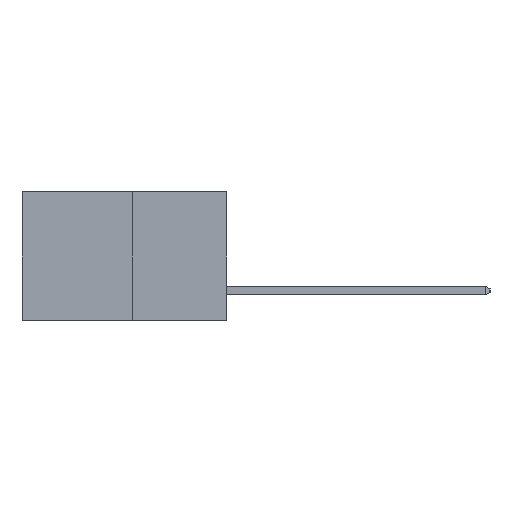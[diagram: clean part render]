
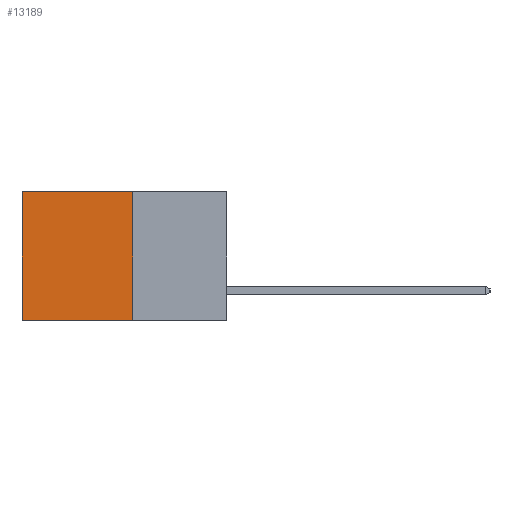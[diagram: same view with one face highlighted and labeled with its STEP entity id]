
A CAD part, left-side view. The second image highlights one B-rep face of the part: STEP entity #13189.
In plain terms, the highlighted planar face has unit normal (-1, 0, 0).
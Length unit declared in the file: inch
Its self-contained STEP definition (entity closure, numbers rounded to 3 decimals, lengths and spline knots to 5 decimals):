
#433 = VECTOR ( 'NONE', #7435, 39.37008 ) ;
#450 = DIRECTION ( 'NONE',  ( 0., 1., 0. ) ) ;
#532 = DIRECTION ( 'NONE',  ( 0., 0., -1. ) ) ;
#731 = CARTESIAN_POINT ( 'NONE',  ( 0.277, 0.27, 0. ) ) ;
#1663 = EDGE_CURVE ( 'NONE', #1830, #6556, #2159, .T. ) ;
#1830 = VERTEX_POINT ( 'NONE', #8145 ) ;
#2159 = LINE ( 'NONE', #731, #5002 ) ;
#2538 = CARTESIAN_POINT ( 'NONE',  ( 0.277, 0.27, -0.37 ) ) ;
#2704 = EDGE_LOOP ( 'NONE', ( #13484, #7053, #8286, #3859 ) ) ;
#3108 = LINE ( 'NONE', #5804, #15174 ) ;
#3774 = DIRECTION ( 'NONE',  ( 1., 0., 0. ) ) ;
#3811 = CARTESIAN_POINT ( 'NONE',  ( 0.277, 0.27, -0.37 ) ) ;
#3859 = ORIENTED_EDGE ( 'NONE', *, *, #1663, .T. ) ;
#4586 = FACE_OUTER_BOUND ( 'NONE', #2704, .T. ) ;
#5002 = VECTOR ( 'NONE', #450, 39.37008 ) ;
#5111 = VERTEX_POINT ( 'NONE', #6471 ) ;
#5758 = DIRECTION ( 'NONE',  ( 0., 0., -1. ) ) ;
#5781 = LINE ( 'NONE', #7689, #14702 ) ;
#5804 = CARTESIAN_POINT ( 'NONE',  ( 0.277, 0.27, -0.37 ) ) ;
#6471 = CARTESIAN_POINT ( 'NONE',  ( 0.277, 0.59, -0.37 ) ) ;
#6556 = VERTEX_POINT ( 'NONE', #9667 ) ;
#7053 = ORIENTED_EDGE ( 'NONE', *, *, #13948, .F. ) ;
#7113 = EDGE_CURVE ( 'NONE', #1830, #10227, #3108, .T. ) ;
#7435 = DIRECTION ( 'NONE',  ( 0., 1., 0. ) ) ;
#7689 = CARTESIAN_POINT ( 'NONE',  ( 0.277, 0.59, -0.37 ) ) ;
#8145 = CARTESIAN_POINT ( 'NONE',  ( 0.277, 0.27, 0. ) ) ;
#8286 = ORIENTED_EDGE ( 'NONE', *, *, #7113, .F. ) ;
#9167 = AXIS2_PLACEMENT_3D ( 'NONE', #2538, #3774, #12018 ) ;
#9470 = CARTESIAN_POINT ( 'NONE',  ( 0.277, 0.27, -0.37 ) ) ;
#9576 = LINE ( 'NONE', #3811, #433 ) ;
#9667 = CARTESIAN_POINT ( 'NONE',  ( 0.277, 0.59, 0. ) ) ;
#10227 = VERTEX_POINT ( 'NONE', #9470 ) ;
#10543 = EDGE_CURVE ( 'NONE', #6556, #5111, #5781, .T. ) ;
#10844 = PLANE ( 'NONE',  #9167 ) ;
#12018 = DIRECTION ( 'NONE',  ( 0., 0., -1. ) ) ;
#13189 = ADVANCED_FACE ( 'NONE', ( #4586 ), #10844, .F. ) ;
#13484 = ORIENTED_EDGE ( 'NONE', *, *, #10543, .T. ) ;
#13948 = EDGE_CURVE ( 'NONE', #10227, #5111, #9576, .T. ) ;
#14702 = VECTOR ( 'NONE', #532, 39.37008 ) ;
#15174 = VECTOR ( 'NONE', #5758, 39.37008 ) ;
